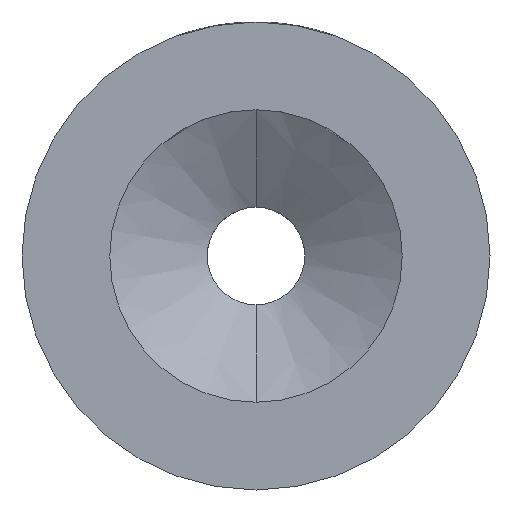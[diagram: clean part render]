
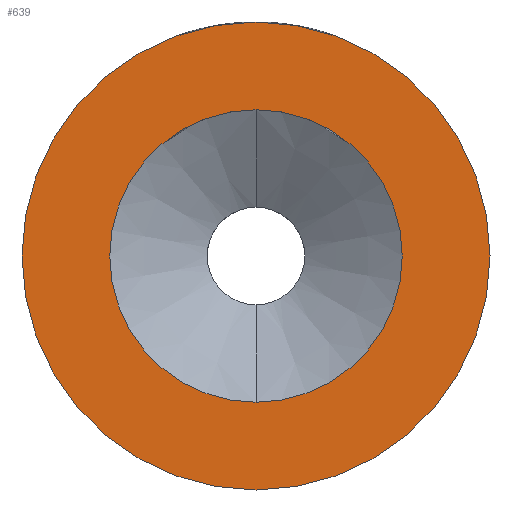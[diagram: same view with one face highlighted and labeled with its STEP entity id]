
A CAD part, front view. The second image highlights one B-rep face of the part: STEP entity #639.
In plain terms, the highlighted planar face has unit normal (0, -1, 0).
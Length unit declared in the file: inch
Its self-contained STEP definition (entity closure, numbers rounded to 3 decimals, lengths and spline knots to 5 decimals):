
#75 = AXIS2_PLACEMENT_3D ( 'NONE', #191, #190, #187 ) ;
#111 = EDGE_CURVE ( 'NONE', #670, #496, #327, .T. ) ;
#140 = AXIS2_PLACEMENT_3D ( 'NONE', #626, #513, #851 ) ;
#144 = EDGE_CURVE ( 'NONE', #496, #670, #302, .T. ) ;
#161 = CIRCLE ( 'NONE', #75, 0.1875 ) ;
#185 = CARTESIAN_POINT ( 'NONE',  ( 0., 0., 0. ) ) ;
#187 = DIRECTION ( 'NONE',  ( 0., 0., -1. ) ) ;
#190 = DIRECTION ( 'NONE',  ( 0., -1., 0. ) ) ;
#191 = CARTESIAN_POINT ( 'NONE',  ( 0., 0., 0. ) ) ;
#194 = AXIS2_PLACEMENT_3D ( 'NONE', #636, #770, #685 ) ;
#205 = FACE_BOUND ( 'NONE', #392, .T. ) ;
#207 = FACE_OUTER_BOUND ( 'NONE', #406, .T. ) ;
#210 = CIRCLE ( 'NONE', #750, 0.1875 ) ;
#302 = CIRCLE ( 'NONE', #756, 0.3 ) ;
#327 = CIRCLE ( 'NONE', #194, 0.3 ) ;
#392 = EDGE_LOOP ( 'NONE', ( #618, #590 ) ) ;
#406 = EDGE_LOOP ( 'NONE', ( #816, #554 ) ) ;
#491 = VERTEX_POINT ( 'NONE', #763 ) ;
#496 = VERTEX_POINT ( 'NONE', #693 ) ;
#500 = DIRECTION ( 'NONE',  ( 0., 1., 0. ) ) ;
#513 = DIRECTION ( 'NONE',  ( 0., 1., 0. ) ) ;
#534 = CARTESIAN_POINT ( 'NONE',  ( 0., 0., -0.3 ) ) ;
#545 = CARTESIAN_POINT ( 'NONE',  ( 0., 0., 0. ) ) ;
#554 = ORIENTED_EDGE ( 'NONE', *, *, #144, .F. ) ;
#577 = VERTEX_POINT ( 'NONE', #820 ) ;
#579 = EDGE_CURVE ( 'NONE', #491, #577, #210, .T. ) ;
#590 = ORIENTED_EDGE ( 'NONE', *, *, #834, .F. ) ;
#618 = ORIENTED_EDGE ( 'NONE', *, *, #579, .F. ) ;
#626 = CARTESIAN_POINT ( 'NONE',  ( 0., 0., 0. ) ) ;
#629 = DIRECTION ( 'NONE',  ( 0., 0., -1. ) ) ;
#633 = DIRECTION ( 'NONE',  ( 0., -1., 0. ) ) ;
#636 = CARTESIAN_POINT ( 'NONE',  ( 0., 0., 0. ) ) ;
#639 = ADVANCED_FACE ( 'NONE', ( #205, #207 ), #640, .F. ) ;
#640 = PLANE ( 'NONE',  #140 ) ;
#668 = DIRECTION ( 'NONE',  ( 0., 0., 1. ) ) ;
#670 = VERTEX_POINT ( 'NONE', #534 ) ;
#685 = DIRECTION ( 'NONE',  ( 0., 0., 1. ) ) ;
#693 = CARTESIAN_POINT ( 'NONE',  ( 0., 0., 0.3 ) ) ;
#750 = AXIS2_PLACEMENT_3D ( 'NONE', #545, #633, #629 ) ;
#756 = AXIS2_PLACEMENT_3D ( 'NONE', #185, #500, #668 ) ;
#763 = CARTESIAN_POINT ( 'NONE',  ( 0., 0., -0.1875 ) ) ;
#770 = DIRECTION ( 'NONE',  ( 0., 1., 0. ) ) ;
#816 = ORIENTED_EDGE ( 'NONE', *, *, #111, .F. ) ;
#820 = CARTESIAN_POINT ( 'NONE',  ( 0., 0., 0.1875 ) ) ;
#834 = EDGE_CURVE ( 'NONE', #577, #491, #161, .T. ) ;
#851 = DIRECTION ( 'NONE',  ( 0., 0., 1. ) ) ;
